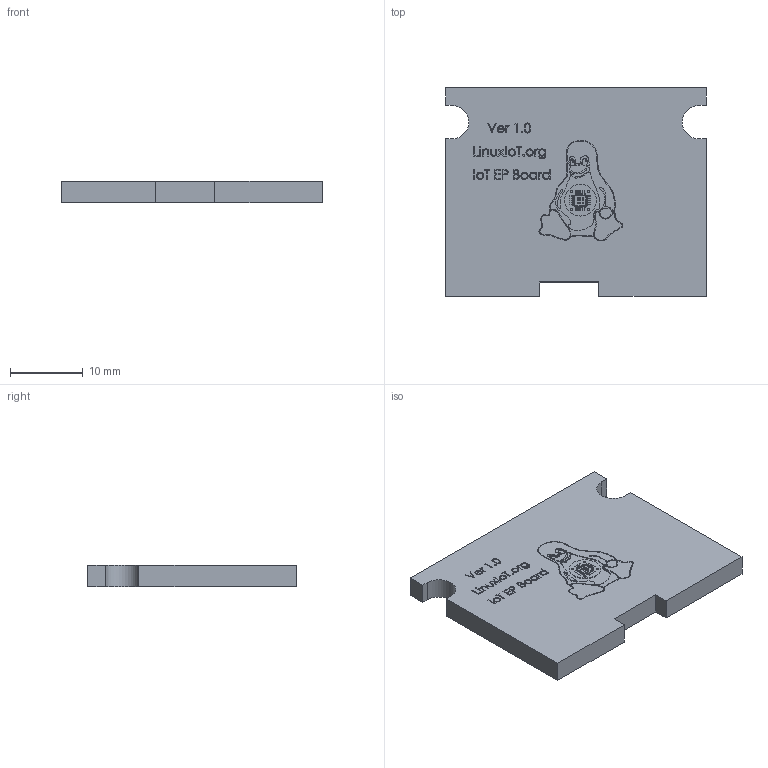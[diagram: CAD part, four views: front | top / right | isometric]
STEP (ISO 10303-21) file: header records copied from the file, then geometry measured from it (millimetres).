
FILE_DESCRIPTION (( 'STEP AP214' ), '1' );
FILE_NAME ('Shield.STEP', '2016-10-04T18:15:27', ( '' ), ( '' ), 'SwSTEP 2.0', 'SolidWorks 2014', '' );
FILE_SCHEMA (( 'AUTOMOTIVE_DESIGN' ));
Length unit declared in the file: millimetre
Products named in the file (2): Shield
Bounding box: 35.89 x 28.78 x 2.9 mm (x, y, z)
Volume: 547.6 mm3; surface area: 2860.4 mm2
Topology: 1 solids, 1 shells, 678 faces, 1749 edges, 1166 vertices
Faces by surface type: plane 489, bspline 173, cylinder 16
Entity records: 36128 total; most frequent: CARTESIAN_POINT 13334, ORIENTED_EDGE 3498, DIRECTION 2449, EDGE_CURVE 1749, VECTOR 1371, LINE 1371, VERTEX_POINT 1166, EDGE_LOOP 771
